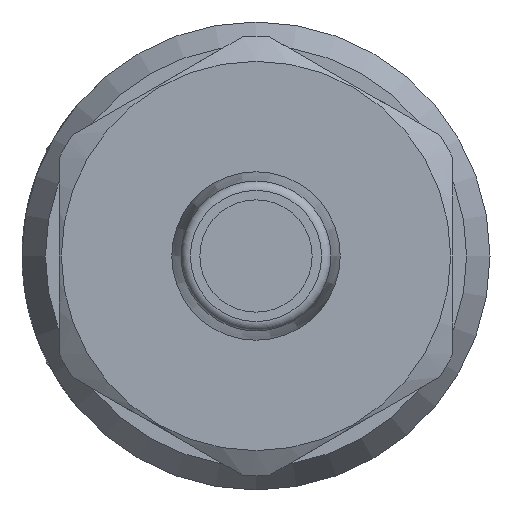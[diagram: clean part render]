
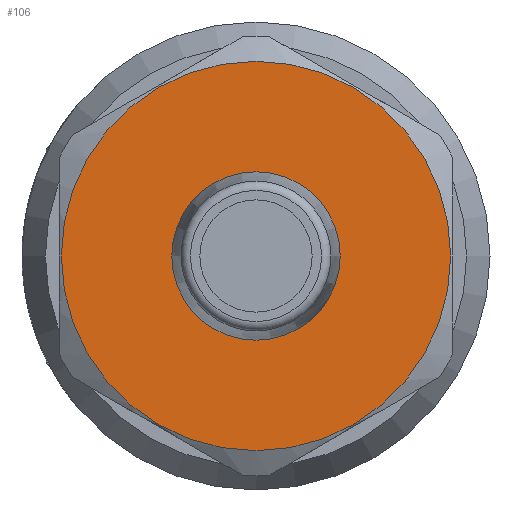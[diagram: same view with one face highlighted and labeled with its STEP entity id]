
A CAD part, left-side view. The second image highlights one B-rep face of the part: STEP entity #106.
In plain terms, the highlighted planar face has unit normal (-1, 0, 0).
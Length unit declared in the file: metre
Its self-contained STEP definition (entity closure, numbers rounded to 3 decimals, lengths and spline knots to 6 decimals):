
#106 = ADVANCED_FACE( 'NONE', ( #262, #263 ), #264, .T. );
#262 = FACE_OUTER_BOUND( '', #480, .T. );
#263 = FACE_BOUND( '', #481, .T. );
#264 = PLANE( '', #482 );
#480 = EDGE_LOOP( '', ( #739 ) );
#481 = EDGE_LOOP( '', ( #740 ) );
#482 = AXIS2_PLACEMENT_3D( '', #741, #742, #743 );
#739 = ORIENTED_EDGE( '', *, *, #1194, .T. );
#740 = ORIENTED_EDGE( '', *, *, #1195, .F. );
#741 = CARTESIAN_POINT( '', ( -0.0496, 0., -0.0045 ) );
#742 = DIRECTION( '', ( -1., 0., 0. ) );
#743 = DIRECTION( '', ( 0., 0., 1. ) );
#1194 = EDGE_CURVE( 'NONE', #1419, #1419, #1420, .T. );
#1195 = EDGE_CURVE( 'NONE', #1421, #1421, #1422, .T. );
#1419 = VERTEX_POINT( '', #1768 );
#1420 = CIRCLE( '', #1769, 0.0104 );
#1421 = VERTEX_POINT( '', #1770 );
#1422 = CIRCLE( '', #1771, 0.0045 );
#1768 = CARTESIAN_POINT( '', ( -0.0496, 0.0104, 0. ) );
#1769 = AXIS2_PLACEMENT_3D( '', #2238, #2239, #2240 );
#1770 = CARTESIAN_POINT( '', ( -0.0496, 0.0045, 0. ) );
#1771 = AXIS2_PLACEMENT_3D( '', #2241, #2242, #2243 );
#2238 = CARTESIAN_POINT( '', ( -0.0496, 0., 0. ) );
#2239 = DIRECTION( '', ( -1., 0., 0. ) );
#2240 = DIRECTION( '', ( 0., 1., 0. ) );
#2241 = CARTESIAN_POINT( '', ( -0.0496, 0., 0. ) );
#2242 = DIRECTION( '', ( -1., 0., 0. ) );
#2243 = DIRECTION( '', ( 0., 1., 0. ) );
